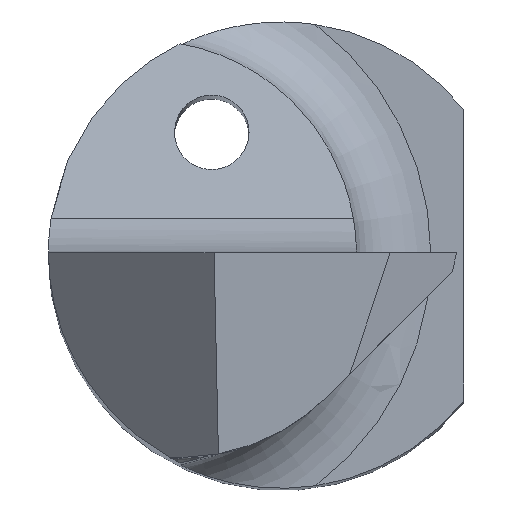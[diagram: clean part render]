
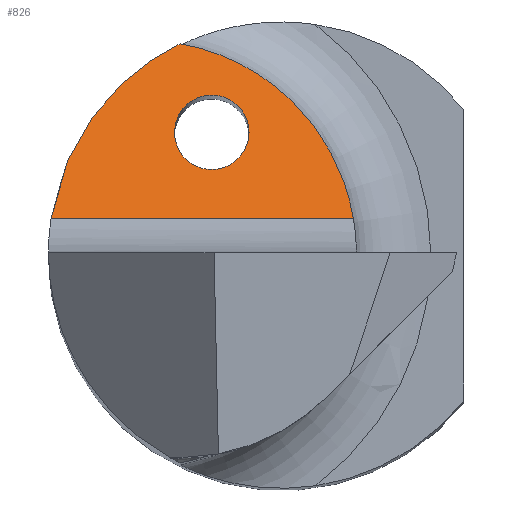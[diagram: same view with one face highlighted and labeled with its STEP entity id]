
A CAD part, top view. The second image highlights one B-rep face of the part: STEP entity #826.
In plain terms, the highlighted planar face has unit normal (0, 0.766, 0.643).
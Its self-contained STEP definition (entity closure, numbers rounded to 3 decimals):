
#15 = CARTESIAN_POINT ( 'NONE',  ( 0.605, 1.364, 25.056 ) ) ;
#16 = CARTESIAN_POINT ( 'NONE',  ( -1.15, 1.299, 25.133 ) ) ;
#69 = LINE ( 'NONE', #875, #805 ) ;
#75 = EDGE_CURVE ( 'NONE', #117, #416, #279, .T. ) ;
#77 = ORIENTED_EDGE ( 'NONE', *, *, #630, .T. ) ;
#79 = ORIENTED_EDGE ( 'NONE', *, *, #894, .T. ) ;
#108 = EDGE_LOOP ( 'NONE', ( #389, #77 ) ) ;
#117 = VERTEX_POINT ( 'NONE', #16 ) ;
#128 = VERTEX_POINT ( 'NONE', #235 ) ;
#132 = CARTESIAN_POINT ( 'NONE',  ( -2.5, 2.25, 24. ) ) ;
#141 = CARTESIAN_POINT ( 'NONE',  ( -2.346, 1.206, 25.244 ) ) ;
#169 = CARTESIAN_POINT ( 'NONE',  ( -1.15, 1.299, 25.133 ) ) ;
#210 = CARTESIAN_POINT ( 'NONE',  ( -1.09, 2.25, 24. ) ) ;
#213 = VERTEX_POINT ( 'NONE', #856 ) ;
#235 = CARTESIAN_POINT ( 'NONE',  ( 0.769, 0.374, 26.235 ) ) ;
#279 =( BOUNDED_CURVE ( )  B_SPLINE_CURVE ( 3, ( #169, #451, #524, #820 ),
 .UNSPECIFIED., .F., .F. ) 
 B_SPLINE_CURVE_WITH_KNOTS ( ( 4, 4 ),
 ( 4.712, 7.854 ),
 .UNSPECIFIED. ) 
 CURVE ( )  GEOMETRIC_REPRESENTATION_ITEM ( )  RATIONAL_B_SPLINE_CURVE ( ( 1., 0.333, 0.333, 1. ) ) 
 REPRESENTATION_ITEM ( '' )  );
#291 = CARTESIAN_POINT ( 'NONE',  ( -1.15, 1.299, 25.133 ) ) ;
#389 = ORIENTED_EDGE ( 'NONE', *, *, #75, .T. ) ;
#416 = VERTEX_POINT ( 'NONE', #420 ) ;
#420 = CARTESIAN_POINT ( 'NONE',  ( -0.35, 1.299, 25.133 ) ) ;
#451 = CARTESIAN_POINT ( 'NONE',  ( -1.15, 2.099, 24.18 ) ) ;
#471 = AXIS2_PLACEMENT_3D ( 'NONE', #132, #946, #567 ) ;
#488 = DIRECTION ( 'NONE',  ( 1., 0., 0. ) ) ;
#524 = CARTESIAN_POINT ( 'NONE',  ( -0.35, 2.099, 24.18 ) ) ;
#527 = CARTESIAN_POINT ( 'NONE',  ( -0.35, 1.299, 25.133 ) ) ;
#530 = ORIENTED_EDGE ( 'NONE', *, *, #945, .F. ) ;
#567 = DIRECTION ( 'NONE',  ( 0., 0.643, -0.766 ) ) ;
#591 = CARTESIAN_POINT ( 'NONE',  ( -1.09, 2.25, 24. ) ) ;
#599 = VERTEX_POINT ( 'NONE', #873 ) ;
#630 = EDGE_CURVE ( 'NONE', #416, #117, #770, .T. ) ;
#632 = FACE_OUTER_BOUND ( 'NONE', #803, .T. ) ;
#646 = EDGE_CURVE ( 'NONE', #213, #599, #763, .T. ) ;
#647 = FACE_BOUND ( 'NONE', #108, .T. ) ;
#730 = CARTESIAN_POINT ( 'NONE',  ( -0.102, 2.077, 24.207 ) ) ;
#763 =( BOUNDED_CURVE ( )  B_SPLINE_CURVE ( 3, ( #951, #141, #816, #210 ),
 .UNSPECIFIED., .F., .T. ) 
 B_SPLINE_CURVE_WITH_KNOTS ( ( 4, 4 ),
 ( 4.863, 5.832 ),
 .UNSPECIFIED. ) 
 CURVE ( )  GEOMETRIC_REPRESENTATION_ITEM ( )  RATIONAL_B_SPLINE_CURVE ( ( 1., 0.923, 0.923, 1. ) ) 
 REPRESENTATION_ITEM ( '' )  );
#770 =( BOUNDED_CURVE ( )  B_SPLINE_CURVE ( 3, ( #527, #898, #893, #291 ),
 .UNSPECIFIED., .F., .T. ) 
 B_SPLINE_CURVE_WITH_KNOTS ( ( 4, 4 ),
 ( 1.571, 4.712 ),
 .UNSPECIFIED. ) 
 CURVE ( )  GEOMETRIC_REPRESENTATION_ITEM ( )  RATIONAL_B_SPLINE_CURVE ( ( 1., 0.333, 0.333, 1. ) ) 
 REPRESENTATION_ITEM ( '' )  );
#803 = EDGE_LOOP ( 'NONE', ( #79, #530, #926 ) ) ;
#805 = VECTOR ( 'NONE', #488, 1000. ) ;
#812 = CARTESIAN_POINT ( 'NONE',  ( 0.769, 0.374, 26.235 ) ) ;
#816 = CARTESIAN_POINT ( 'NONE',  ( -1.847, 1.883, 24.437 ) ) ;
#820 = CARTESIAN_POINT ( 'NONE',  ( -0.35, 1.299, 25.133 ) ) ;
#826 = ADVANCED_FACE ( 'NONE', ( #647, #632 ), #953, .F. ) ;
#856 = CARTESIAN_POINT ( 'NONE',  ( -2.472, 0.374, 26.235 ) ) ;
#868 =( BOUNDED_CURVE ( )  B_SPLINE_CURVE ( 3, ( #591, #730, #15, #812 ),
 .UNSPECIFIED., .F., .T. ) 
 B_SPLINE_CURVE_WITH_KNOTS ( ( 4, 4 ),
 ( 0.174, 1.406 ),
 .UNSPECIFIED. ) 
 CURVE ( )  GEOMETRIC_REPRESENTATION_ITEM ( )  RATIONAL_B_SPLINE_CURVE ( ( 1., 0.877, 0.877, 1. ) ) 
 REPRESENTATION_ITEM ( '' )  );
#873 = CARTESIAN_POINT ( 'NONE',  ( -1.09, 2.25, 24. ) ) ;
#875 = CARTESIAN_POINT ( 'NONE',  ( -2.5, 0.374, 26.235 ) ) ;
#893 = CARTESIAN_POINT ( 'NONE',  ( -1.15, 0.499, 26.087 ) ) ;
#894 = EDGE_CURVE ( 'NONE', #213, #128, #69, .T. ) ;
#898 = CARTESIAN_POINT ( 'NONE',  ( -0.35, 0.499, 26.087 ) ) ;
#926 = ORIENTED_EDGE ( 'NONE', *, *, #646, .F. ) ;
#945 = EDGE_CURVE ( 'NONE', #599, #128, #868, .T. ) ;
#946 = DIRECTION ( 'NONE',  ( 0., -0.766, -0.643 ) ) ;
#951 = CARTESIAN_POINT ( 'NONE',  ( -2.472, 0.374, 26.235 ) ) ;
#953 = PLANE ( 'NONE',  #471 ) ;
